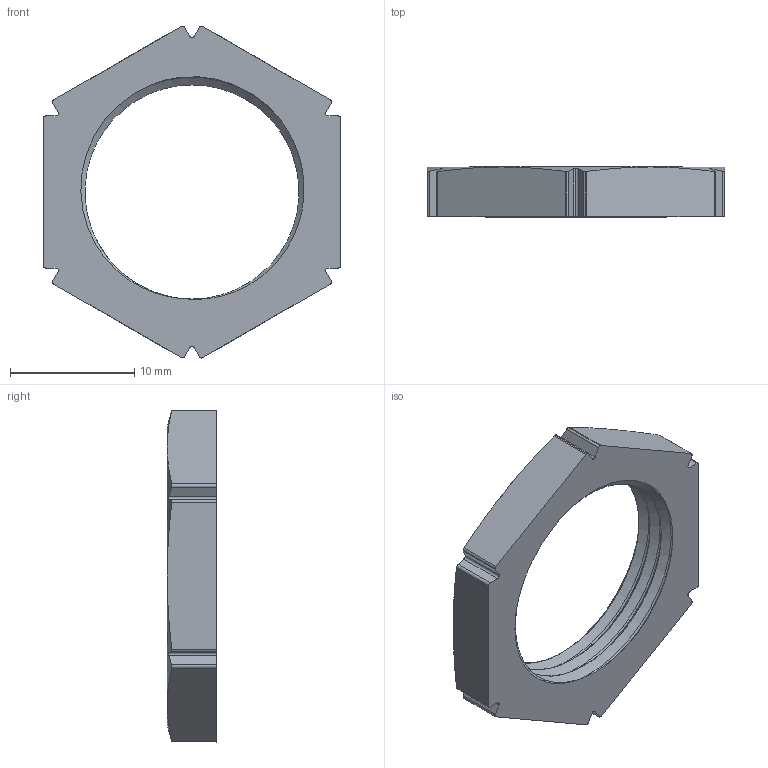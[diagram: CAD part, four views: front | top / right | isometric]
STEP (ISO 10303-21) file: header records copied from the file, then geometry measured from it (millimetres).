
FILE_DESCRIPTION (( 'STEP AP203' ), '1' );
FILE_NAME ('3698.STEP', '2024-10-07T14:10:48', ( '' ), ( '' ), 'SwSTEP 2.0', 'SolidWorks 2022', '' );
FILE_SCHEMA (( 'CONFIG_CONTROL_DESIGN' ));
Length unit declared in the file: millimetre
Products named in the file (1): 3698
Bounding box: 24 x 4 x 26.77 mm (x, y, z)
Volume: 946.6 mm3; surface area: 1148 mm2
Topology: 1 solids, 1 shells, 58 faces, 162 edges, 106 vertices
Faces by surface type: cylinder 28, plane 20, cone 7, bspline 3
Entity records: 3156 total; most frequent: CARTESIAN_POINT 1718, ORIENTED_EDGE 324, DIRECTION 236, EDGE_CURVE 162, VERTEX_POINT 106, AXIS2_PLACEMENT_3D 86, LINE 64, VECTOR 64
